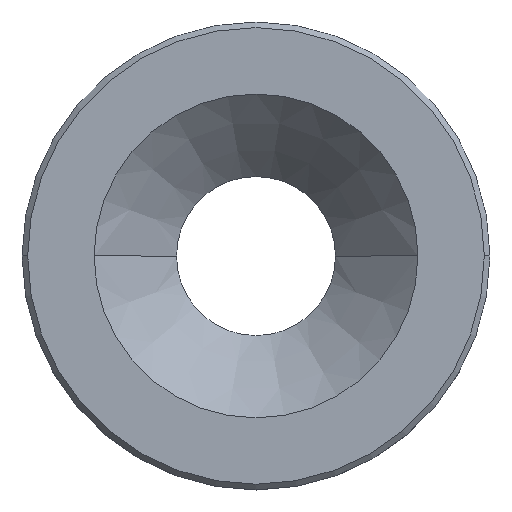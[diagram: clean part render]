
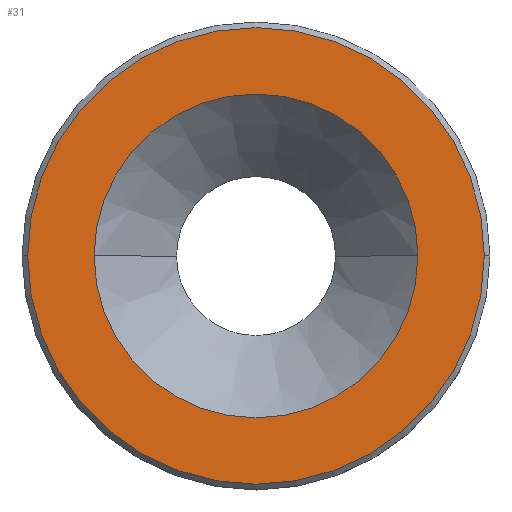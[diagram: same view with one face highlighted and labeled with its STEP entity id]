
A CAD part, top view. The second image highlights one B-rep face of the part: STEP entity #31.
In plain terms, the highlighted planar face has unit normal (0, 0, 1).
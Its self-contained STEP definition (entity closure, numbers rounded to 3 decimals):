
#17 = EDGE_CURVE ( 'NONE', #67, #427, #477, .T. ) ;
#21 = EDGE_CURVE ( 'NONE', #427, #67, #472, .T. ) ;
#24 = EDGE_CURVE ( 'NONE', #431, #419, #497, .T. ) ;
#31 = ADVANCED_FACE ( 'NONE', ( #157, #150 ), #152, .T. ) ;
#46 = EDGE_CURVE ( 'NONE', #419, #431, #546, .T. ) ;
#64 = EDGE_LOOP ( 'NONE', ( #389, #381 ) ) ;
#67 = VERTEX_POINT ( 'NONE', #310 ) ;
#87 = EDGE_LOOP ( 'NONE', ( #398, #385 ) ) ;
#97 = DIRECTION ( 'NONE',  ( -1., 0., 0. ) ) ;
#99 = CARTESIAN_POINT ( 'NONE',  ( 0., 0., 5. ) ) ;
#106 = DIRECTION ( 'NONE',  ( -1., 0., 0. ) ) ;
#113 = DIRECTION ( 'NONE',  ( 0., 0., 1. ) ) ;
#119 = DIRECTION ( 'NONE',  ( 0., 0., 1. ) ) ;
#120 = CARTESIAN_POINT ( 'NONE',  ( 0., 0., 5. ) ) ;
#140 = CARTESIAN_POINT ( 'NONE',  ( 0., 0., 5. ) ) ;
#150 = FACE_OUTER_BOUND ( 'NONE', #87, .T. ) ;
#152 = PLANE ( 'NONE',  #506 ) ;
#157 = FACE_BOUND ( 'NONE', #64, .T. ) ;
#163 = DIRECTION ( 'NONE',  ( 1., 0., 0. ) ) ;
#168 = DIRECTION ( 'NONE',  ( 0., 0., -1. ) ) ;
#180 = DIRECTION ( 'NONE',  ( 1., 0., 0. ) ) ;
#204 = CARTESIAN_POINT ( 'NONE',  ( 0., 0., 5. ) ) ;
#205 = DIRECTION ( 'NONE',  ( 0., 0., 1. ) ) ;
#264 = DIRECTION ( 'NONE',  ( 1., 0., 0. ) ) ;
#277 = DIRECTION ( 'NONE',  ( 0., 0., -1. ) ) ;
#279 = CARTESIAN_POINT ( 'NONE',  ( 0., 0., 5. ) ) ;
#310 = CARTESIAN_POINT ( 'NONE',  ( -12.2, 0., 5. ) ) ;
#329 = CARTESIAN_POINT ( 'NONE',  ( 8.65, 0., 5. ) ) ;
#338 = CARTESIAN_POINT ( 'NONE',  ( 12.2, 0., 5. ) ) ;
#352 = CARTESIAN_POINT ( 'NONE',  ( -8.65, 0., 5. ) ) ;
#381 = ORIENTED_EDGE ( 'NONE', *, *, #46, .T. ) ;
#385 = ORIENTED_EDGE ( 'NONE', *, *, #21, .T. ) ;
#389 = ORIENTED_EDGE ( 'NONE', *, *, #24, .T. ) ;
#398 = ORIENTED_EDGE ( 'NONE', *, *, #17, .T. ) ;
#419 = VERTEX_POINT ( 'NONE', #352 ) ;
#427 = VERTEX_POINT ( 'NONE', #338 ) ;
#431 = VERTEX_POINT ( 'NONE', #329 ) ;
#458 = AXIS2_PLACEMENT_3D ( 'NONE', #99, #119, #106 ) ;
#469 = AXIS2_PLACEMENT_3D ( 'NONE', #120, #113, #97 ) ;
#472 = CIRCLE ( 'NONE', #469, 12.2 ) ;
#477 = CIRCLE ( 'NONE', #458, 12.2 ) ;
#497 = CIRCLE ( 'NONE', #508, 8.65 ) ;
#506 = AXIS2_PLACEMENT_3D ( 'NONE', #204, #205, #180 ) ;
#508 = AXIS2_PLACEMENT_3D ( 'NONE', #140, #168, #163 ) ;
#516 = AXIS2_PLACEMENT_3D ( 'NONE', #279, #277, #264 ) ;
#546 = CIRCLE ( 'NONE', #516, 8.65 ) ;
